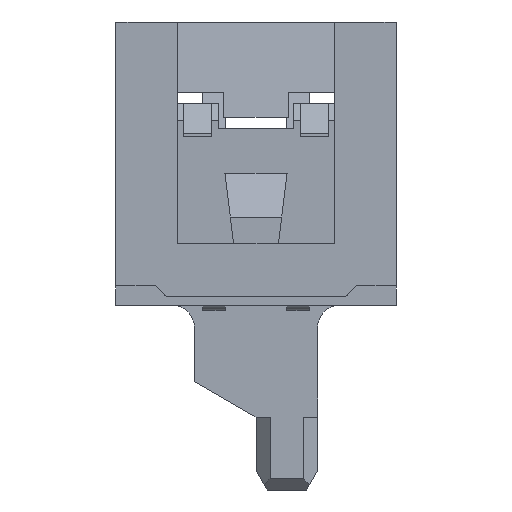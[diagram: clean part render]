
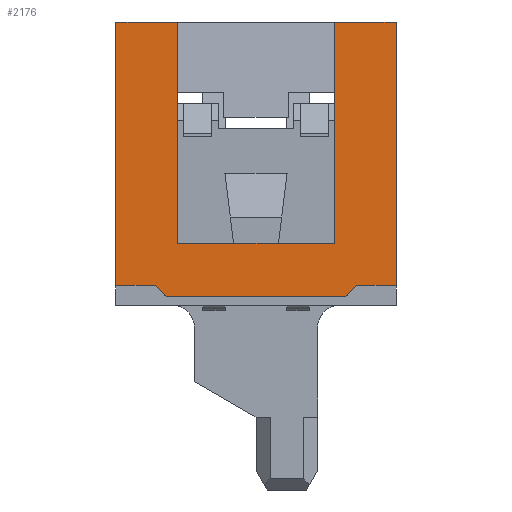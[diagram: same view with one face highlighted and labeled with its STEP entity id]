
A CAD part, left-side view. The second image highlights one B-rep face of the part: STEP entity #2176.
In plain terms, the highlighted planar face has unit normal (-1, 0, 0).
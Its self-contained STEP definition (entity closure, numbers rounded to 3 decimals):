
#31 = VECTOR ( 'NONE', #3803, 1000. ) ;
#80 = VECTOR ( 'NONE', #7454, 1000. ) ;
#171 = ORIENTED_EDGE ( 'NONE', *, *, #2507, .T. ) ;
#347 = CARTESIAN_POINT ( 'NONE',  ( -5.5, -1.6, -3. ) ) ;
#650 = EDGE_CURVE ( 'NONE', #13792, #11377, #9573, .T. ) ;
#857 = CARTESIAN_POINT ( 'NONE',  ( -5.5, 2.5, 1.9 ) ) ;
#980 = ORIENTED_EDGE ( 'NONE', *, *, #11228, .T. ) ;
#1084 = VECTOR ( 'NONE', #4948, 1000. ) ;
#1499 = ORIENTED_EDGE ( 'NONE', *, *, #12483, .T. ) ;
#1681 = LINE ( 'NONE', #9707, #13415 ) ;
#2176 = ADVANCED_FACE ( 'NONE', ( #2902 ), #6298, .T. ) ;
#2356 = LINE ( 'NONE', #9328, #11814 ) ;
#2443 = VERTEX_POINT ( 'NONE', #12712 ) ;
#2507 = EDGE_CURVE ( 'NONE', #13494, #2738, #13387, .T. ) ;
#2738 = VERTEX_POINT ( 'NONE', #11193 ) ;
#2902 = FACE_OUTER_BOUND ( 'NONE', #3213, .T. ) ;
#2930 = ORIENTED_EDGE ( 'NONE', *, *, #650, .T. ) ;
#2952 = CARTESIAN_POINT ( 'NONE',  ( -5.5, -1.4, 1.9 ) ) ;
#2958 = CARTESIAN_POINT ( 'NONE',  ( -5.5, 1.4, -2.05 ) ) ;
#3213 = EDGE_LOOP ( 'NONE', ( #980, #8610, #7263, #2930, #13991, #12138, #14476, #1499, #8774, #13411, #4642, #171 ) ) ;
#3323 = DIRECTION ( 'NONE',  ( 0., 0., 1. ) ) ;
#3579 = CARTESIAN_POINT ( 'NONE',  ( -5.5, 1.4, 1.9 ) ) ;
#3658 = CARTESIAN_POINT ( 'NONE',  ( -5.5, -1.8, -2.8 ) ) ;
#3803 = DIRECTION ( 'NONE',  ( 0., 0., -1. ) ) ;
#3880 = EDGE_CURVE ( 'NONE', #10809, #10205, #7788, .T. ) ;
#3967 = LINE ( 'NONE', #12295, #80 ) ;
#4474 = DIRECTION ( 'NONE',  ( 0., -1., 0. ) ) ;
#4578 = CARTESIAN_POINT ( 'NONE',  ( -5.5, 1.4, 1.9 ) ) ;
#4581 = CARTESIAN_POINT ( 'NONE',  ( -5.5, -1.4, -2.05 ) ) ;
#4642 = ORIENTED_EDGE ( 'NONE', *, *, #10647, .T. ) ;
#4948 = DIRECTION ( 'NONE',  ( 0., 1., 0. ) ) ;
#5297 = CARTESIAN_POINT ( 'NONE',  ( -5.5, 1.6, -3. ) ) ;
#5839 = CARTESIAN_POINT ( 'NONE',  ( -5.5, -2.5, -2.8 ) ) ;
#6298 = PLANE ( 'NONE',  #8035 ) ;
#6302 = DIRECTION ( 'NONE',  ( 0., -1., 0. ) ) ;
#6545 = DIRECTION ( 'NONE',  ( 0., -1., 0. ) ) ;
#6618 = EDGE_CURVE ( 'NONE', #13895, #12808, #3967, .T. ) ;
#7070 = LINE ( 'NONE', #3579, #1084 ) ;
#7263 = ORIENTED_EDGE ( 'NONE', *, *, #8025, .T. ) ;
#7454 = DIRECTION ( 'NONE',  ( 0., 0., 1. ) ) ;
#7482 = VECTOR ( 'NONE', #6545, 1000. ) ;
#7788 = LINE ( 'NONE', #13689, #11955 ) ;
#8025 = EDGE_CURVE ( 'NONE', #10205, #13792, #7070, .T. ) ;
#8035 = AXIS2_PLACEMENT_3D ( 'NONE', #12048, #10921, #9867 ) ;
#8213 = CARTESIAN_POINT ( 'NONE',  ( -5.5, -1.8, -2.8 ) ) ;
#8610 = ORIENTED_EDGE ( 'NONE', *, *, #3880, .T. ) ;
#8774 = ORIENTED_EDGE ( 'NONE', *, *, #11792, .T. ) ;
#9041 = EDGE_CURVE ( 'NONE', #10844, #2443, #12073, .T. ) ;
#9309 = CARTESIAN_POINT ( 'NONE',  ( -5.5, 1.8, -2.8 ) ) ;
#9328 = CARTESIAN_POINT ( 'NONE',  ( -5.5, 2.5, -2.8 ) ) ;
#9442 = EDGE_CURVE ( 'NONE', #11377, #9791, #2356, .T. ) ;
#9521 = DIRECTION ( 'NONE',  ( 0., -0.707, 0.707 ) ) ;
#9573 = LINE ( 'NONE', #14168, #31 ) ;
#9707 = CARTESIAN_POINT ( 'NONE',  ( -5.5, -2.5, 1.9 ) ) ;
#9791 = VERTEX_POINT ( 'NONE', #9309 ) ;
#9867 = DIRECTION ( 'NONE',  ( 0., 0., 1. ) ) ;
#10205 = VERTEX_POINT ( 'NONE', #4578 ) ;
#10263 = VECTOR ( 'NONE', #14493, 1000. ) ;
#10341 = CARTESIAN_POINT ( 'NONE',  ( -5.5, 2.5, -2.8 ) ) ;
#10344 = CARTESIAN_POINT ( 'NONE',  ( -5.5, -1.4, 1.9 ) ) ;
#10439 = VECTOR ( 'NONE', #12262, 1000. ) ;
#10647 = EDGE_CURVE ( 'NONE', #12808, #13494, #1681, .T. ) ;
#10651 = LINE ( 'NONE', #347, #12899 ) ;
#10809 = VERTEX_POINT ( 'NONE', #2958 ) ;
#10844 = VERTEX_POINT ( 'NONE', #5297 ) ;
#10921 = DIRECTION ( 'NONE',  ( -1., 0., 0. ) ) ;
#11193 = CARTESIAN_POINT ( 'NONE',  ( -5.5, -1.4, -2.05 ) ) ;
#11228 = EDGE_CURVE ( 'NONE', #2738, #10809, #13667, .T. ) ;
#11377 = VERTEX_POINT ( 'NONE', #10341 ) ;
#11679 = DIRECTION ( 'NONE',  ( 0., 1., 0. ) ) ;
#11682 = CARTESIAN_POINT ( 'NONE',  ( -5.5, -2.5, 1.9 ) ) ;
#11792 = EDGE_CURVE ( 'NONE', #12786, #13895, #14027, .T. ) ;
#11814 = VECTOR ( 'NONE', #4474, 1000. ) ;
#11955 = VECTOR ( 'NONE', #3323, 1000. ) ;
#12048 = CARTESIAN_POINT ( 'NONE',  ( -5.5, -2.5, 0.65 ) ) ;
#12073 = LINE ( 'NONE', #12230, #7482 ) ;
#12138 = ORIENTED_EDGE ( 'NONE', *, *, #12655, .T. ) ;
#12230 = CARTESIAN_POINT ( 'NONE',  ( -5.5, 1.6, -3. ) ) ;
#12232 = CARTESIAN_POINT ( 'NONE',  ( -5.5, 1.8, -2.8 ) ) ;
#12262 = DIRECTION ( 'NONE',  ( 0., 0., -1. ) ) ;
#12295 = CARTESIAN_POINT ( 'NONE',  ( -5.5, -2.5, -2.8 ) ) ;
#12427 = VECTOR ( 'NONE', #14954, 1000. ) ;
#12483 = EDGE_CURVE ( 'NONE', #2443, #12786, #10651, .T. ) ;
#12655 = EDGE_CURVE ( 'NONE', #9791, #10844, #13281, .T. ) ;
#12712 = CARTESIAN_POINT ( 'NONE',  ( -5.5, -1.6, -3. ) ) ;
#12786 = VERTEX_POINT ( 'NONE', #8213 ) ;
#12808 = VERTEX_POINT ( 'NONE', #11682 ) ;
#12899 = VECTOR ( 'NONE', #9521, 1000. ) ;
#13281 = LINE ( 'NONE', #12232, #10263 ) ;
#13387 = LINE ( 'NONE', #2952, #10439 ) ;
#13411 = ORIENTED_EDGE ( 'NONE', *, *, #6618, .T. ) ;
#13415 = VECTOR ( 'NONE', #11679, 1000. ) ;
#13494 = VERTEX_POINT ( 'NONE', #10344 ) ;
#13667 = LINE ( 'NONE', #4581, #12427 ) ;
#13689 = CARTESIAN_POINT ( 'NONE',  ( -5.5, 1.4, -2.05 ) ) ;
#13792 = VERTEX_POINT ( 'NONE', #857 ) ;
#13895 = VERTEX_POINT ( 'NONE', #5839 ) ;
#13991 = ORIENTED_EDGE ( 'NONE', *, *, #9442, .T. ) ;
#14027 = LINE ( 'NONE', #3658, #14104 ) ;
#14104 = VECTOR ( 'NONE', #6302, 1000. ) ;
#14168 = CARTESIAN_POINT ( 'NONE',  ( -5.5, 2.5, 1.9 ) ) ;
#14476 = ORIENTED_EDGE ( 'NONE', *, *, #9041, .T. ) ;
#14493 = DIRECTION ( 'NONE',  ( 0., -0.707, -0.707 ) ) ;
#14954 = DIRECTION ( 'NONE',  ( 0., 1., 0. ) ) ;
